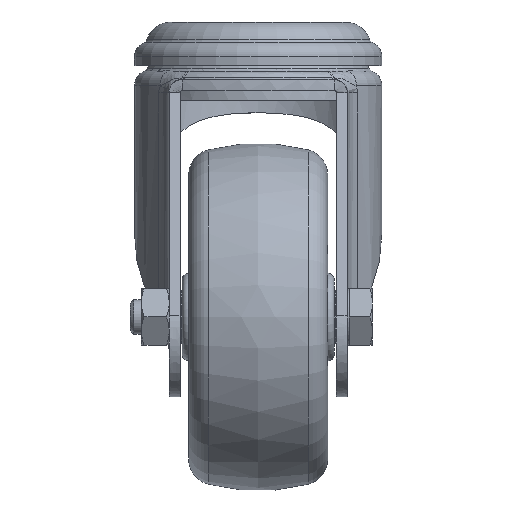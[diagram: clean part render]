
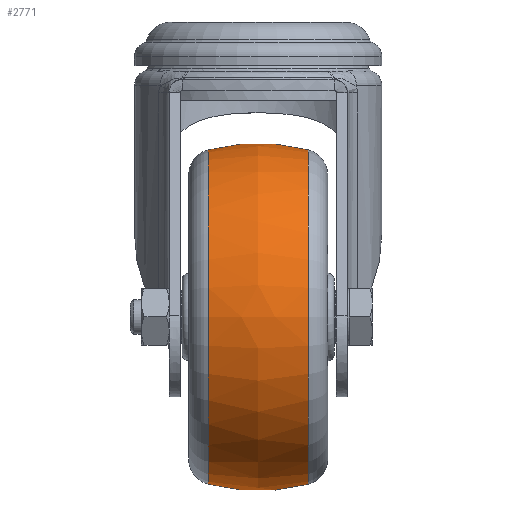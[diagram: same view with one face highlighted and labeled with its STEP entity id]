
A CAD part, top view. The second image highlights one B-rep face of the part: STEP entity #2771.
In plain terms, the highlighted free-form (B-spline) face has degree [2, 2] with [3, 9] control points.
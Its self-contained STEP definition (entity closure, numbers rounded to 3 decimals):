
#428=(
BOUNDED_CURVE()
B_SPLINE_CURVE(2,(#3944,#3945,#3946),.UNSPECIFIED.,.F.,.F.)
B_SPLINE_CURVE_WITH_KNOTS((3,3),(-0.259,0.259),
 .UNSPECIFIED.)
CURVE()
GEOMETRIC_REPRESENTATION_ITEM()
RATIONAL_B_SPLINE_CURVE((1.,0.967,1.))
REPRESENTATION_ITEM('')
);
#485=(
BOUNDED_SURFACE()
B_SPLINE_SURFACE(2,2,((#3916,#3917,#3918,#3919,#3920,#3921,#3922,#3923,
#3924),(#3925,#3926,#3927,#3928,#3929,#3930,#3931,#3932,#3933),(#3934,#3935,
#3936,#3937,#3938,#3939,#3940,#3941,#3942)),.UNSPECIFIED.,.F.,.T.,.F.)
B_SPLINE_SURFACE_WITH_KNOTS((3,3),(3,2,2,2,3),(-0.259,0.259),
(-3.142,-1.571,0.,1.571,3.142),
 .UNSPECIFIED.)
GEOMETRIC_REPRESENTATION_ITEM()
RATIONAL_B_SPLINE_SURFACE(((1.,0.707,1.,0.707,1.,
0.707,1.,0.707,1.),(0.967,0.683,
0.967,0.683,0.967,0.683,
0.967,0.683,0.967),(1.,0.707,
1.,0.707,1.,0.707,1.,0.707,1.)))
REPRESENTATION_ITEM('')
SURFACE()
);
#570=FACE_OUTER_BOUND('',#755,.T.);
#755=EDGE_LOOP('',(#1789,#1790,#1791,#1792));
#1001=CIRCLE('',#2959,38.496);
#1003=CIRCLE('',#2961,38.496);
#1138=VERTEX_POINT('',#3912);
#1140=VERTEX_POINT('',#3943);
#1403=EDGE_CURVE('',#1138,#1138,#1001,.T.);
#1405=EDGE_CURVE('',#1138,#1140,#428,.T.);
#1406=EDGE_CURVE('',#1140,#1140,#1003,.T.);
#1789=ORIENTED_EDGE('',*,*,#1403,.F.);
#1790=ORIENTED_EDGE('',*,*,#1405,.T.);
#1791=ORIENTED_EDGE('',*,*,#1406,.T.);
#1792=ORIENTED_EDGE('',*,*,#1405,.F.);
#2771=ADVANCED_FACE('',(#570),#485,.F.);
#2959=AXIS2_PLACEMENT_3D('',#3913,#3250,#3251);
#2961=AXIS2_PLACEMENT_3D('',#3947,#3254,#3255);
#3250=DIRECTION('center_axis',(-1.,0.,0.));
#3251=DIRECTION('ref_axis',(0.,0.,1.));
#3254=DIRECTION('center_axis',(-1.,0.,0.));
#3255=DIRECTION('ref_axis',(0.,0.,1.));
#3912=CARTESIAN_POINT('',(-11.538,-68.,78.496));
#3913=CARTESIAN_POINT('Origin',(-11.538,-68.,40.));
#3916=CARTESIAN_POINT('Ctrl Pts',(-11.538,-68.,78.496));
#3917=CARTESIAN_POINT('Ctrl Pts',(-11.538,-106.496,78.496));
#3918=CARTESIAN_POINT('Ctrl Pts',(-11.538,-106.496,40.));
#3919=CARTESIAN_POINT('Ctrl Pts',(-11.538,-106.496,1.504));
#3920=CARTESIAN_POINT('Ctrl Pts',(-11.538,-68.,1.504));
#3921=CARTESIAN_POINT('Ctrl Pts',(-11.538,-29.504,1.504));
#3922=CARTESIAN_POINT('Ctrl Pts',(-11.538,-29.504,40.));
#3923=CARTESIAN_POINT('Ctrl Pts',(-11.538,-29.504,78.496));
#3924=CARTESIAN_POINT('Ctrl Pts',(-11.538,-68.,78.496));
#3925=CARTESIAN_POINT('Ctrl Pts',(0.,-68.,
81.556));
#3926=CARTESIAN_POINT('Ctrl Pts',(0.,-109.556,
81.556));
#3927=CARTESIAN_POINT('Ctrl Pts',(0.,-109.556,
40.));
#3928=CARTESIAN_POINT('Ctrl Pts',(0.,-109.556,
-1.556));
#3929=CARTESIAN_POINT('Ctrl Pts',(0.,-68.,
-1.556));
#3930=CARTESIAN_POINT('Ctrl Pts',(0.,-26.444,
-1.556));
#3931=CARTESIAN_POINT('Ctrl Pts',(0.,-26.444,
40.));
#3932=CARTESIAN_POINT('Ctrl Pts',(0.,-26.444,
81.556));
#3933=CARTESIAN_POINT('Ctrl Pts',(0.,-68.,
81.556));
#3934=CARTESIAN_POINT('Ctrl Pts',(11.538,-68.,78.496));
#3935=CARTESIAN_POINT('Ctrl Pts',(11.538,-106.496,78.496));
#3936=CARTESIAN_POINT('Ctrl Pts',(11.538,-106.496,40.));
#3937=CARTESIAN_POINT('Ctrl Pts',(11.538,-106.496,1.504));
#3938=CARTESIAN_POINT('Ctrl Pts',(11.538,-68.,1.504));
#3939=CARTESIAN_POINT('Ctrl Pts',(11.538,-29.504,1.504));
#3940=CARTESIAN_POINT('Ctrl Pts',(11.538,-29.504,40.));
#3941=CARTESIAN_POINT('Ctrl Pts',(11.538,-29.504,78.496));
#3942=CARTESIAN_POINT('Ctrl Pts',(11.538,-68.,78.496));
#3943=CARTESIAN_POINT('',(11.538,-68.,78.496));
#3944=CARTESIAN_POINT('Ctrl Pts',(-11.538,-68.,78.496));
#3945=CARTESIAN_POINT('Ctrl Pts',(0.,-68.,
81.556));
#3946=CARTESIAN_POINT('Ctrl Pts',(11.538,-68.,78.496));
#3947=CARTESIAN_POINT('Origin',(11.538,-68.,40.));
